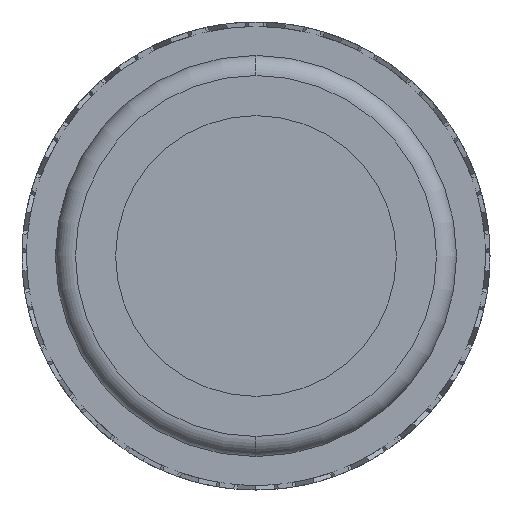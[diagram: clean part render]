
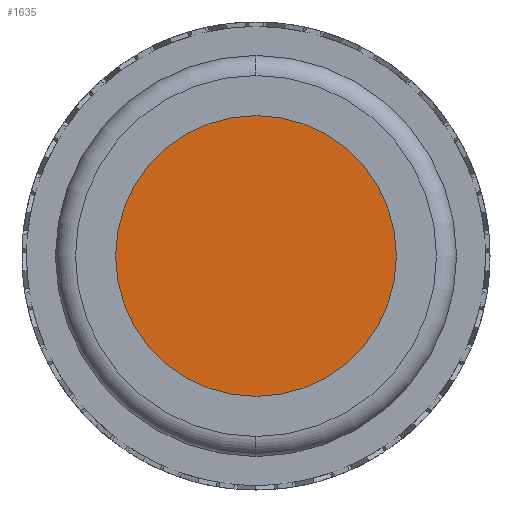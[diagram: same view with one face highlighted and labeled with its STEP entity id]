
A CAD part, left-side view. The second image highlights one B-rep face of the part: STEP entity #1635.
In plain terms, the highlighted planar face has unit normal (-1, 0, 0).
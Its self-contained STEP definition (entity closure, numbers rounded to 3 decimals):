
#1635=ADVANCED_FACE('',(#5044),#5045,.F.);
#5044=FACE_OUTER_BOUND('',#8466,.T.);
#5045=PLANE('',#8467);
#8466=EDGE_LOOP('',(#21149,#21150));
#8467=AXIS2_PLACEMENT_3D('',#21151,#21152,#21153);
#21149=ORIENTED_EDGE('',*,*,#21587,.F.);
#21150=ORIENTED_EDGE('',*,*,#25588,.F.);
#21151=CARTESIAN_POINT('',(38.5,0.0,0.0));
#21152=DIRECTION('',(1.0,0.0,0.0));
#21153=DIRECTION('',(0.0,0.0,-1.0));
#21587=EDGE_CURVE('',#25780,#25783,#25784,.T.);
#25588=EDGE_CURVE('',#25783,#25780,#32414,.T.);
#25780=VERTEX_POINT('',#32714);
#25783=VERTEX_POINT('',#32718);
#25784=CIRCLE('',#32719,4.2);
#32414=CIRCLE('',#40839,4.2);
#32714=CARTESIAN_POINT('',(38.5,0.0,-4.2));
#32718=CARTESIAN_POINT('',(38.5,0.,4.2));
#32719=AXIS2_PLACEMENT_3D('',#40961,#40962,#40963);
#40839=AXIS2_PLACEMENT_3D('',#50032,#50033,#50034);
#40961=CARTESIAN_POINT('',(38.5,0.0,0.0));
#40962=DIRECTION('',(1.0,0.0,0.0));
#40963=DIRECTION('',(0.0,0.0,-1.0));
#50032=CARTESIAN_POINT('',(38.5,0.0,0.0));
#50033=DIRECTION('',(1.0,0.0,0.0));
#50034=DIRECTION('',(0.0,0.0,-1.0));
